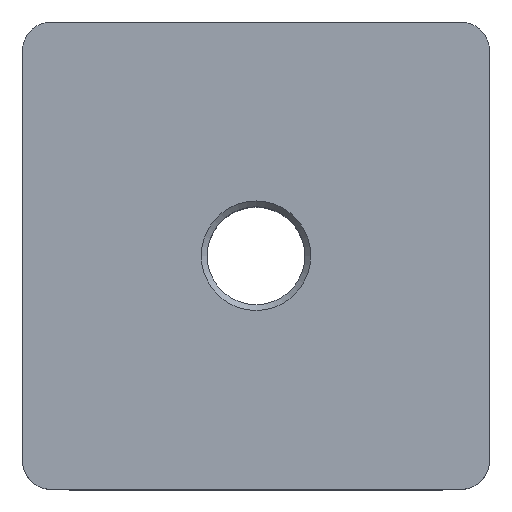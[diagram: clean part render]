
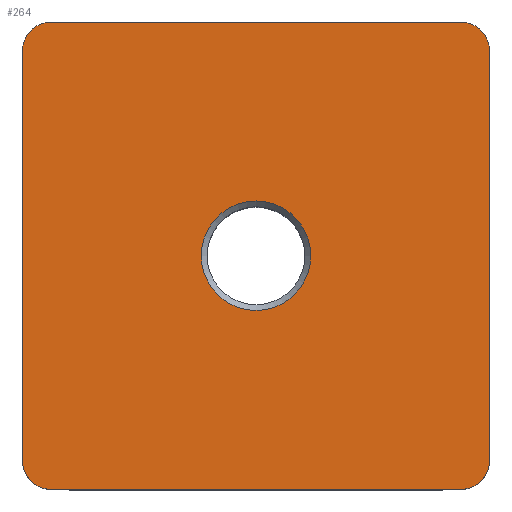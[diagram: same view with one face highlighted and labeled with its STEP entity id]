
A CAD part, top view. The second image highlights one B-rep face of the part: STEP entity #264.
In plain terms, the highlighted planar face has unit normal (0, 0, 1).
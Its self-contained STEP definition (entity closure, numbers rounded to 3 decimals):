
#264 = ADVANCED_FACE( '', ( #536, #537 ), #538, .T. );
#536 = FACE_BOUND( '', #803, .T. );
#537 = FACE_OUTER_BOUND( '', #804, .T. );
#538 = PLANE( '', #805 );
#803 = EDGE_LOOP( '', ( #1502 ) );
#804 = EDGE_LOOP( '', ( #1503, #1504, #1505, #1506, #1507, #1508, #1509, #1510 ) );
#805 = AXIS2_PLACEMENT_3D( '', #1511, #1512, #1513 );
#1502 = ORIENTED_EDGE( '', *, *, #1726, .T. );
#1503 = ORIENTED_EDGE( '', *, *, #1649, .T. );
#1504 = ORIENTED_EDGE( '', *, *, #1603, .T. );
#1505 = ORIENTED_EDGE( '', *, *, #1659, .T. );
#1506 = ORIENTED_EDGE( '', *, *, #1739, .T. );
#1507 = ORIENTED_EDGE( '', *, *, #1815, .T. );
#1508 = ORIENTED_EDGE( '', *, *, #1708, .T. );
#1509 = ORIENTED_EDGE( '', *, *, #1771, .T. );
#1510 = ORIENTED_EDGE( '', *, *, #1731, .T. );
#1511 = CARTESIAN_POINT( '', ( 0., 0., 28. ) );
#1512 = DIRECTION( '', ( 0., 0., 1. ) );
#1513 = DIRECTION( '', ( 1., 0., 0. ) );
#1603 = EDGE_CURVE( '', #1933, #1934, #1935, .T. );
#1649 = EDGE_CURVE( '', #2008, #1933, #2009, .T. );
#1659 = EDGE_CURVE( '', #1934, #2022, #2023, .T. );
#1708 = EDGE_CURVE( '', #2094, #2095, #2096, .T. );
#1726 = EDGE_CURVE( '', #2124, #2124, #2125, .F. );
#1731 = EDGE_CURVE( '', #2131, #2008, #2132, .T. );
#1739 = EDGE_CURVE( '', #2022, #2143, #2144, .T. );
#1771 = EDGE_CURVE( '', #2095, #2131, #2182, .T. );
#1815 = EDGE_CURVE( '', #2143, #2094, #2229, .T. );
#1933 = VERTEX_POINT( '', #2397 );
#1934 = VERTEX_POINT( '', #2398 );
#1935 = CIRCLE( '', #2399, 2.5 );
#2008 = VERTEX_POINT( '', #2501 );
#2009 = LINE( '', #2502, #2503 );
#2022 = VERTEX_POINT( '', #2522 );
#2023 = LINE( '', #2523, #2524 );
#2094 = VERTEX_POINT( '', #2629 );
#2095 = VERTEX_POINT( '', #2630 );
#2096 = CIRCLE( '', #2631, 2.5 );
#2124 = VERTEX_POINT( '', #2671 );
#2125 = CIRCLE( '', #2672, 4.688 );
#2131 = VERTEX_POINT( '', #2680 );
#2132 = CIRCLE( '', #2681, 2.5 );
#2143 = VERTEX_POINT( '', #2696 );
#2144 = CIRCLE( '', #2697, 2.5 );
#2182 = LINE( '', #2754, #2755 );
#2229 = LINE( '', #2821, #2822 );
#2397 = CARTESIAN_POINT( '', ( -20., -17.5, 28. ) );
#2398 = CARTESIAN_POINT( '', ( -17.5, -20., 28. ) );
#2399 = AXIS2_PLACEMENT_3D( '', #2888, #2889, #2890 );
#2501 = CARTESIAN_POINT( '', ( -20., 17.5, 28. ) );
#2502 = CARTESIAN_POINT( '', ( -20., 20., 28. ) );
#2503 = VECTOR( '', #2935, 1000. );
#2522 = CARTESIAN_POINT( '', ( 17.5, -20., 28. ) );
#2523 = CARTESIAN_POINT( '', ( -20., -20., 28. ) );
#2524 = VECTOR( '', #2942, 1000. );
#2629 = CARTESIAN_POINT( '', ( 20., 17.5, 28. ) );
#2630 = CARTESIAN_POINT( '', ( 17.5, 20., 28. ) );
#2631 = AXIS2_PLACEMENT_3D( '', #2986, #2987, #2988 );
#2671 = CARTESIAN_POINT( '', ( 4.688, 0., 28. ) );
#2672 = AXIS2_PLACEMENT_3D( '', #3004, #3005, #3006 );
#2680 = CARTESIAN_POINT( '', ( -17.5, 20., 28. ) );
#2681 = AXIS2_PLACEMENT_3D( '', #3009, #3010, #3011 );
#2696 = CARTESIAN_POINT( '', ( 20., -17.5, 28. ) );
#2697 = AXIS2_PLACEMENT_3D( '', #3019, #3020, #3021 );
#2754 = CARTESIAN_POINT( '', ( 20., 20., 28. ) );
#2755 = VECTOR( '', #3044, 1000. );
#2821 = CARTESIAN_POINT( '', ( 20., -20., 28. ) );
#2822 = VECTOR( '', #3070, 1000. );
#2888 = CARTESIAN_POINT( '', ( -17.5, -17.5, 28. ) );
#2889 = DIRECTION( '', ( 0., 0., 1. ) );
#2890 = DIRECTION( '', ( 1., 0., 0. ) );
#2935 = DIRECTION( '', ( 0., -1., 0. ) );
#2942 = DIRECTION( '', ( 1., 0., 0. ) );
#2986 = CARTESIAN_POINT( '', ( 17.5, 17.5, 28. ) );
#2987 = DIRECTION( '', ( 0., 0., 1. ) );
#2988 = DIRECTION( '', ( 1., 0., 0. ) );
#3004 = CARTESIAN_POINT( '', ( 0., 0., 28. ) );
#3005 = DIRECTION( '', ( 0., 0., 1. ) );
#3006 = DIRECTION( '', ( 1., 0., 0. ) );
#3009 = CARTESIAN_POINT( '', ( -17.5, 17.5, 28. ) );
#3010 = DIRECTION( '', ( 0., 0., 1. ) );
#3011 = DIRECTION( '', ( 1., 0., 0. ) );
#3019 = CARTESIAN_POINT( '', ( 17.5, -17.5, 28. ) );
#3020 = DIRECTION( '', ( 0., 0., 1. ) );
#3021 = DIRECTION( '', ( 1., 0., 0. ) );
#3044 = DIRECTION( '', ( -1., 0., 0. ) );
#3070 = DIRECTION( '', ( 0., 1., 0. ) );
